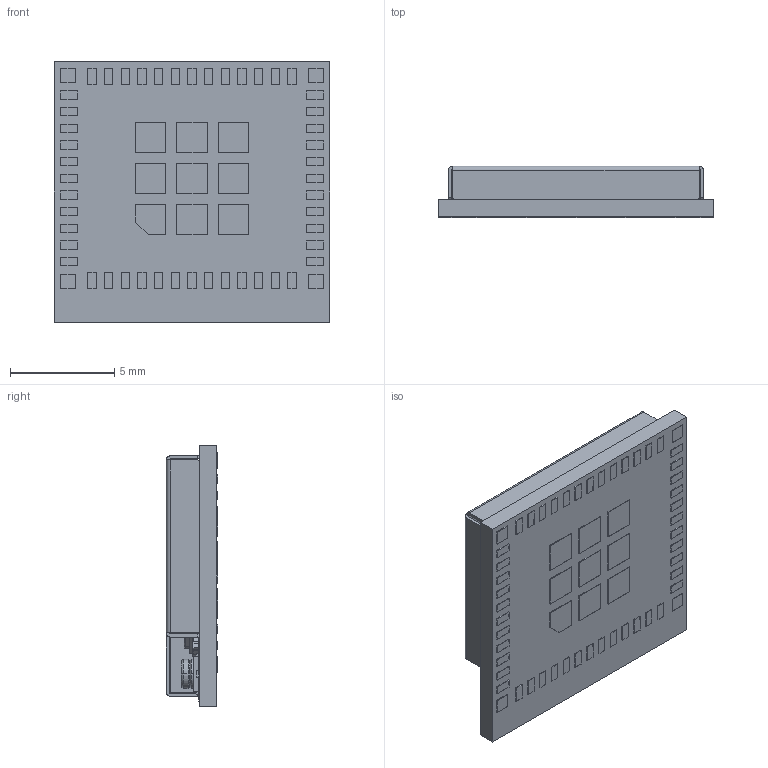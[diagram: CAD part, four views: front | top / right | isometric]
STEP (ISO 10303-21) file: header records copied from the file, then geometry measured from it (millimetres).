
FILE_DESCRIPTION (( 'STEP AP214' ), '1' );
FILE_NAME ('ESP32-C6-MINI-1U_V1_20230712.STEP', '2023-07-12T13:19:22', ( 'Windows User' ), ( 'P R C' ), 'SwSTEP 2.0', 'SolidWorks 2022', '' );
FILE_SCHEMA (( 'AUTOMOTIVE_DESIGN' ));
Length unit declared in the file: millimetre
Products named in the file (34): Submodel-D__3D_design_ESP32-C6_module_module_ESP32-C6-MINI-1U-3D_PCB_ESP32-C6-MINI-1U_V1.1_20230317_PCB_3D_ImportedPartModels_R0201_20210301.STEP; uid__2428; ESP32-C6_QFN32_5X5_202306.xtd; Submodel-D__3D_design_ESP32-C6_module_module_ESP32-C6-MINI-1U-3D_PCB_ESP32-C6-MINI-1U_V1.1_20230317_PCB_3D_ImportedPartModels_ipx3.STEP; Submodel-D__3D_design_ESP32-C6_module_module_ESP32-C6-MINI-1U-3D_PCB_ESP32-C6-MINI-1U_V1.1_20230317_PCB_3D_ImportedPartModels_L0201_20210301.STEP; Submodel-SOD882_part_SOD882; Submodel-D__3D_design_ESP32-C6_module_module_ESP32-C6-MINI-1U-3D_PCB_ESP32-C6-MINI-1U_V1.1_20230317_PCB_3D_ImportedPartModels_ESP32-C6_QFN32_5X5_202306.STEP; XTAL3225_20210301.xtd; Submodel-L0201_part_L0201; Imported; R0201_20210301.xtd; Submodel-D__3D_design_ESP32-C6_module_module_ESP32-C6-MINI-1U-3D_PCB_ESP32-C6-MINI-1U_V1.1_20230317_PCB_3D_ImportedPartModels_XTAL3225_20210301.STEP; C0402_20210301.xtd; C3-MINI-solder_pad; ESP32-C6-MINI-1U_V1_20230712; Submodel-XTAL3225_part_XTAL3225; ipx3.xtd; Submodel-noModelForPart_TSSLP-2-1_132530003; ESP32-C6-MINI-1U-body; Submodel-TSSLP-2-1_132530003_part_TSSLP-2-1; Submodel-D__3D_design_ESP32-C6_module_module_ESP32-C6-MINI-1U-3D_PCB_ESP32-C6-MINI-1U_V1.1_20230317_PCB_3D_ImportedPartModels_C0201_20210301.STEP; Submodel-D__3D_design_ESP32-C6_module_module_ESP32-C6-MINI-1U-3D_PCB_ESP32-C6-MINI-1U_V1.1_20230317_PCB_3D_ImportedPartModels_DFN1006.STEP; Submodel-C0402_part_C0402; L0201_20210301.xtd; ShieldBox_ESP32-C3-MINI-1U_V1.0_20201210; placementOutline; DFN1006.xtd; Submodel-C0201_part_C0201; DesignRootModel; C0201_20210301.xtd; Submodel-QFN32_0P5_5_E3P7X3P2_part_QFN32_0P5_5_E3P7X3P2; Submodel-D__3D_design_ESP32-C6_module_module_ESP32-C6-MINI-1U-3D_PCB_ESP32-C6-MINI-1U_V1.1_20230317_PCB_3D_ImportedPartModels_C0402_20210301.STEP; Submodel-IPEX_4P_part_IPEX_4P; Submodel-R0201_part_R0201
Assembly tree (45 placements, depth 6):
  ESP32-C6-MINI-1U_V1_20230712
    ESP32-C6-MINI-1U-body
      DesignRootModel
        uid__2428
        Submodel-IPEX_4P_part_IPEX_4P
          Submodel-D__3D_design_ESP32-C6_module_module_ESP32-C6-MINI-1U-3D_PCB_ESP32-C6-MINI-1U_V1.1_20230317_PCB_3D_ImportedPartModels_ipx3.STEP
            ipx3.xtd
        Submodel-R0201_part_R0201  x3
          Submodel-D__3D_design_ESP32-C6_module_module_ESP32-C6-MINI-1U-3D_PCB_ESP32-C6-MINI-1U_V1.1_20230317_PCB_3D_ImportedPartModels_R0201_20210301.STEP
            R0201_20210301.xtd
        Submodel-L0201_part_L0201  x2
          Submodel-D__3D_design_ESP32-C6_module_module_ESP32-C6-MINI-1U-3D_PCB_ESP32-C6-MINI-1U_V1.1_20230317_PCB_3D_ImportedPartModels_L0201_20210301.STEP
            L0201_20210301.xtd
        Submodel-C0201_part_C0201  x10
          Submodel-D__3D_design_ESP32-C6_module_module_ESP32-C6-MINI-1U-3D_PCB_ESP32-C6-MINI-1U_V1.1_20230317_PCB_3D_ImportedPartModels_C0201_20210301.STEP
            C0201_20210301.xtd
        Submodel-C0402_part_C0402
          Submodel-D__3D_design_ESP32-C6_module_module_ESP32-C6-MINI-1U-3D_PCB_ESP32-C6-MINI-1U_V1.1_20230317_PCB_3D_ImportedPartModels_C0402_20210301.STEP
            C0402_20210301.xtd
        Submodel-SOD882_part_SOD882
          Submodel-D__3D_design_ESP32-C6_module_module_ESP32-C6-MINI-1U-3D_PCB_ESP32-C6-MINI-1U_V1.1_20230317_PCB_3D_ImportedPartModels_DFN1006.STEP
            DFN1006.xtd
        Submodel-XTAL3225_part_XTAL3225
          Submodel-D__3D_design_ESP32-C6_module_module_ESP32-C6-MINI-1U-3D_PCB_ESP32-C6-MINI-1U_V1.1_20230317_PCB_3D_ImportedPartModels_XTAL3225_20210301.STEP
            XTAL3225_20210301.xtd
        Submodel-QFN32_0P5_5_E3P7X3P2_part_QFN32_0P5_5_E3P7X3P2
          Submodel-D__3D_design_ESP32-C6_module_module_ESP32-C6-MINI-1U-3D_PCB_ESP32-C6-MINI-1U_V1.1_20230317_PCB_3D_ImportedPartModels_ESP32-C6_QFN32_5X5_202306.STEP
            ESP32-C6_QFN32_5X5_202306.xtd
        Submodel-TSSLP-2-1_132530003_part_TSSLP-2-1
          Submodel-noModelForPart_TSSLP-2-1_132530003
            placementOutline
      Imported
      C3-MINI-solder_pad
    ShieldBox_ESP32-C3-MINI-1U_V1.0_20201210
Bounding box: 13.2 x 2.47 x 12.5 mm (x, y, z)
Volume: 195.2 mm3; surface area: 1063.8 mm2
Topology: 180 solids, 181 shells, 2438 faces, 5826 edges, 3699 vertices
Faces by surface type: plane 1584, cylinder 669, bspline 176, cone 9
Entity records: 78741 total; most frequent: CARTESIAN_POINT 15346, ORIENTED_EDGE 9188, DIRECTION 8670, EDGE_CURVE 4594, VECTOR 3262, LINE 3262, VERTEX_POINT 3027, AXIS2_PLACEMENT_3D 2704
